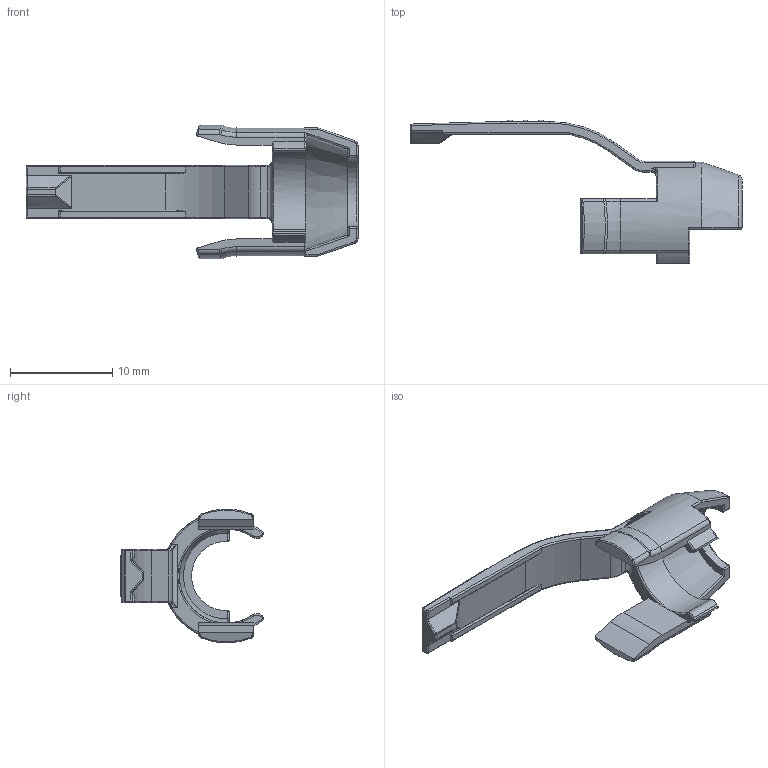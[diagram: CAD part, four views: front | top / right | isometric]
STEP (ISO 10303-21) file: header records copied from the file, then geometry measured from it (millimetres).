
FILE_DESCRIPTION(/* description */ (''),/* implementation_level */ '2;1');
FILE_NAME(/* name */ '5026119__Entriegelung_part_278604.stp',/* time_stamp */ '2016-09-09T09:49:34+02:00',/* author */ (''),/* organization */ (''),/* preprocessor_version */ 'ST-DEVELOPER v16',/* originating_system */ 'SIEMENS PLM Software NX 10.0',/* authorisation */ '');
FILE_SCHEMA (('AUTOMOTIVE_DESIGN { 1 0 10303 214 3 1 1 1 }'));
Length unit declared in the file: millimetre
Products named in the file (1): 5026119__Entriegelung_part_278604
Bounding box: 32.5 x 14.08 x 13.09 mm (x, y, z)
Volume: 487.5 mm3; surface area: 961.3 mm2
Topology: 1 solids, 1 shells, 215 faces, 534 edges, 310 vertices
Faces by surface type: cylinder 82, plane 49, torus 37, bspline 35, sphere 10, cone 2
Entity records: 14256 total; most frequent: CARTESIAN_POINT 9424, ORIENTED_EDGE 1040, DIRECTION 981, EDGE_CURVE 520, AXIS2_PLACEMENT_3D 393, VERTEX_POINT 310, EDGE_LOOP 218, ADVANCED_FACE 215
